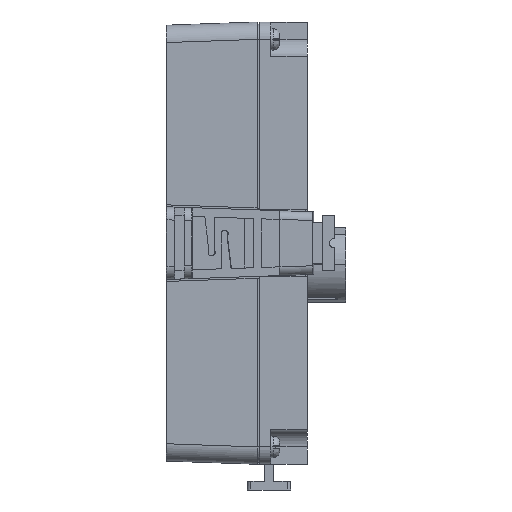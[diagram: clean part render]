
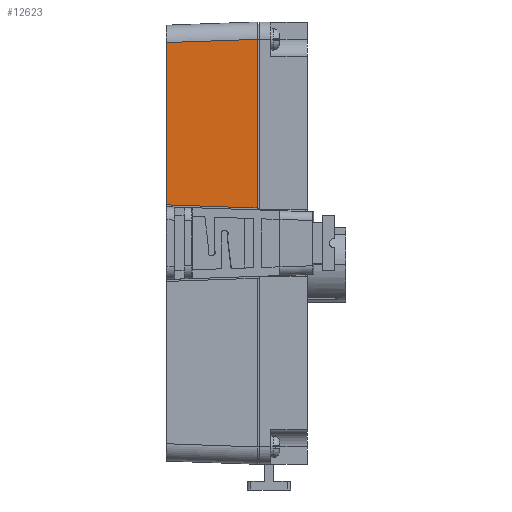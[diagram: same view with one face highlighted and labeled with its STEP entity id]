
A CAD part, left-side view. The second image highlights one B-rep face of the part: STEP entity #12623.
In plain terms, the highlighted planar face has unit normal (-1, 0, 0).
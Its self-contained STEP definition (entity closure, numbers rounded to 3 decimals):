
#7654=CARTESIAN_POINT('',(-64.,32.5,46.263));
#7656=DIRECTION('',(0.,0.,-1.));
#7657=VECTOR('',#7656,37.43);
#7658=CARTESIAN_POINT('',(-64.,32.5,46.263));
#7659=LINE('',#7658,#7657);
#8507=DIRECTION('',(0.,0.999,0.035));
#8508=VECTOR('',#8507,19.932);
#8509=CARTESIAN_POINT('',(-64.,12.58,8.138));
#8510=LINE('',#8509,#8508);
#8511=DIRECTION('',(0.,-0.999,0.035));
#8512=VECTOR('',#8511,21.013);
#8513=CARTESIAN_POINT('',(-64.,32.5,46.263));
#8514=LINE('',#8513,#8512);
#8635=DIRECTION('',(0.,0.,1.));
#8636=VECTOR('',#8635,38.859);
#8637=CARTESIAN_POINT('',(-64.,11.5,8.138));
#8638=LINE('',#8637,#8636);
#8669=DIRECTION('',(0.,-1.,0.));
#8670=VECTOR('',#8669,1.08);
#8671=CARTESIAN_POINT('',(-64.,12.58,8.138));
#8672=LINE('',#8671,#8670);
#10759=VERTEX_POINT('',#7654);
#10760=CARTESIAN_POINT('',(-64.,32.5,8.833));
#10761=VERTEX_POINT('',#10760);
#11136=CARTESIAN_POINT('',(-64.,12.58,8.138));
#11137=VERTEX_POINT('',#11136);
#11138=CARTESIAN_POINT('',(-64.,11.5,
46.997));
#11139=VERTEX_POINT('',#11138);
#11140=CARTESIAN_POINT('',(-64.,11.5,8.138));
#11141=VERTEX_POINT('',#11140);
#12608=CARTESIAN_POINT('',(-64.,0.,0.));
#12609=DIRECTION('',(1.,0.,0.));
#12610=DIRECTION('',(0.,1.,0.));
#12611=AXIS2_PLACEMENT_3D('',#12608,#12609,#12610);
#12612=PLANE('',#12611);
#12613=ORIENTED_EDGE('',*,*,#12599,.T.);
#12614=ORIENTED_EDGE('',*,*,#11736,.F.);
#12616=ORIENTED_EDGE('',*,*,#12615,.T.);
#12618=ORIENTED_EDGE('',*,*,#12617,.F.);
#12620=ORIENTED_EDGE('',*,*,#12619,.F.);
#12621=EDGE_LOOP('',(#12613,#12614,#12616,#12618,#12620));
#12622=FACE_OUTER_BOUND('',#12621,.F.);
#11736=EDGE_CURVE('',#10759,#10761,#7659,.T.);
#12599=EDGE_CURVE('',#11137,#10761,#8510,.T.);
#12615=EDGE_CURVE('',#10759,#11139,#8514,.T.);
#12617=EDGE_CURVE('',#11141,#11139,#8638,.T.);
#12619=EDGE_CURVE('',#11137,#11141,#8672,.T.);
#12623=ADVANCED_FACE('',(#12622),#12612,.F.);
